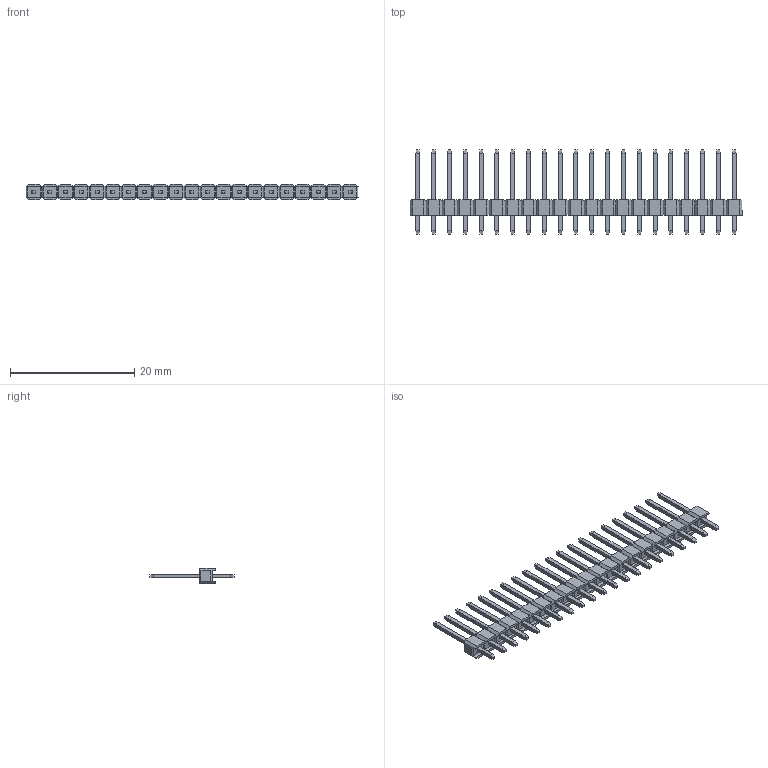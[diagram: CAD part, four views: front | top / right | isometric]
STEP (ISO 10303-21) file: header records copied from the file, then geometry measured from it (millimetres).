
FILE_DESCRIPTION (( 'STEP AP214' ), '1' );
FILE_NAME ('1x21 Male Pin Header.STEP', '2021-11-12T15:31:39', ( 'M.B.I.' ), ( '' ), 'SwSTEP 2.0', '', '' );
FILE_SCHEMA (( 'AUTOMOTIVE_DESIGN' ));
Length unit declared in the file: millimetre
Products named in the file (1): 1x21 Male Pin Header
Bounding box: 53.34 x 13.54 x 2.5 mm (x, y, z)
Volume: 366.2 mm3; surface area: 1453.3 mm2
Topology: 22 solids, 22 shells, 806 faces, 2072 edges, 1310 vertices
Faces by surface type: plane 806
Entity records: 23971 total; most frequent: CARTESIAN_POINT 4189, ORIENTED_EDGE 4144, DIRECTION 3686, LINE 2072, EDGE_CURVE 2072, VECTOR 2072, VERTEX_POINT 1310, EDGE_LOOP 848
